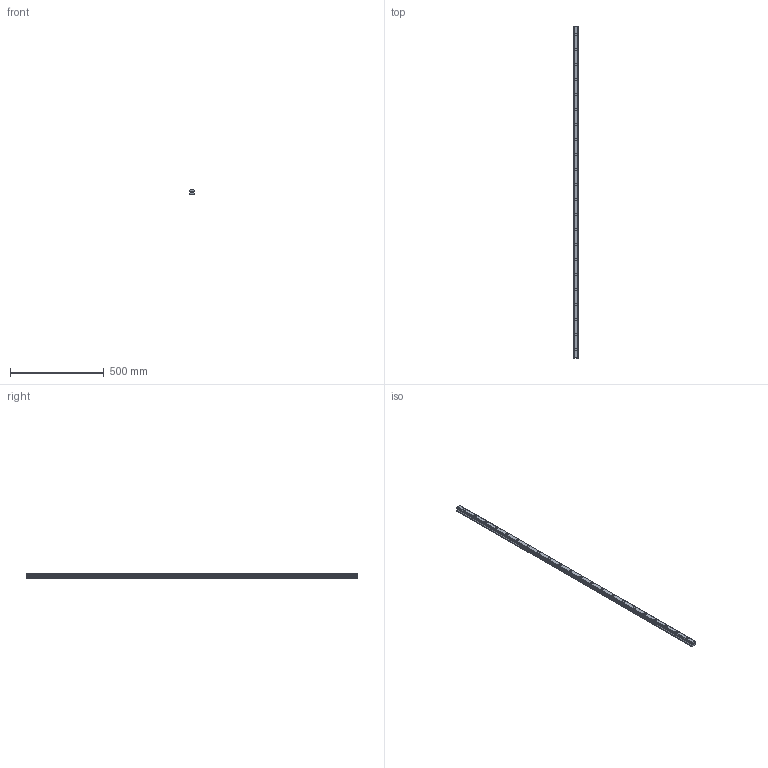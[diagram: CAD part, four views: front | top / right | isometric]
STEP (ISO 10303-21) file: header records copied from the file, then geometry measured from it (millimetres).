
FILE_DESCRIPTION(('STEP AP214'),'1');
FILE_NAME('cctmp_F9ADABF3-4B39-47F1-A30F-66B5D6D114BC_2020_6_30_9_1_13_223..stp','2020-06-30T07:01:13',('HIWIN GmbH'),('CADClick - www.CADClick.com'),'Spatial InterOp 3D',' ','unknown authorization');
FILE_SCHEMA(('AUTOMOTIVE_DESIGN'));
Length unit declared in the file: millimetre
Products named in the file (1): HGR30R1770H_FILE
Bounding box: 28 x 1770 x 26 mm (x, y, z)
Volume: 1030144 mm3; surface area: 219681.3 mm2
Topology: 1 solids, 1 shells, 313 faces, 723 edges, 482 vertices
Faces by surface type: plane 159, cylinder 154
Entity records: 11513 total; most frequent: DIRECTION 1659, CARTESIAN_POINT 1519, ORIENTED_EDGE 1446, EDGE_CURVE 723, AXIS2_PLACEMENT_3D 622, VERTEX_POINT 482, LINE 415, VECTOR 415
